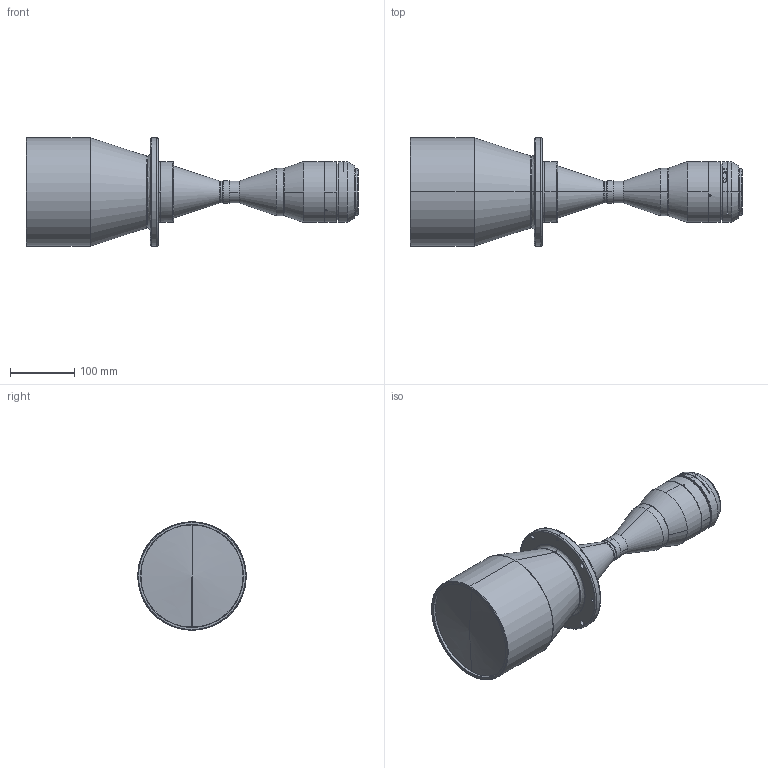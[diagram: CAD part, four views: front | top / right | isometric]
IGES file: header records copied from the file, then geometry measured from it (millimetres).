
Start section: SolidWorks IGES file using analytic representation for surfaces
Global section: file name: DTCM16K-136-AL.IGS; native system: SolidWorks 2017; preprocessor: SolidWorks 2017; author: Administrator; date: 191118.112051; units: millimetre
Bounding box: 517.55 x 169 x 169 mm (x, y, z)
Surface area: 236957.4 mm2 (no closed solid volume)
Topology: 0 solids, 0 shells, 162 faces, 3460 edges, 3454 vertices
Faces by surface type: revolution 122, bspline 40
